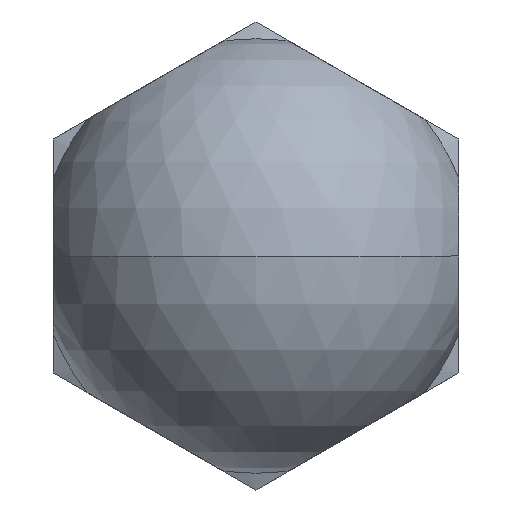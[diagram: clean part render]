
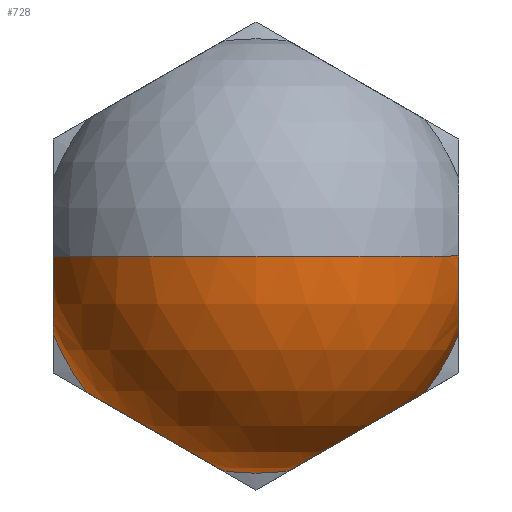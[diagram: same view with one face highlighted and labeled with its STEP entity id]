
A CAD part, front view. The second image highlights one B-rep face of the part: STEP entity #728.
In plain terms, the highlighted spherical face has radius 7.5 mm.
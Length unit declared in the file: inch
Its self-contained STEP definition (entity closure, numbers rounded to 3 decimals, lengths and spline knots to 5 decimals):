
#28 = CARTESIAN_POINT ( 'NONE',  ( 0., -0.57087, 0. ) ) ;
#35 = CIRCLE ( 'NONE', #841, 0.29528 ) ;
#91 = CIRCLE ( 'NONE', #211, 0.10601 ) ;
#100 = VERTEX_POINT ( 'NONE', #549 ) ;
#136 = DIRECTION ( 'NONE',  ( 0., -1., 0. ) ) ;
#143 = EDGE_CURVE ( 'NONE', #442, #1333, #850, .T. ) ;
#154 = EDGE_CURVE ( 'NONE', #1448, #100, #91, .T. ) ;
#211 = AXIS2_PLACEMENT_3D ( 'NONE', #579, #1039, #706 ) ;
#224 = EDGE_CURVE ( 'NONE', #1318, #442, #416, .T. ) ;
#301 = ORIENTED_EDGE ( 'NONE', *, *, #796, .T. ) ;
#309 = AXIS2_PLACEMENT_3D ( 'NONE', #973, #608, #1306 ) ;
#311 = CARTESIAN_POINT ( 'NONE',  ( 0.27559, -0.67687, 0. ) ) ;
#366 = AXIS2_PLACEMENT_3D ( 'NONE', #28, #1046, #690 ) ;
#373 = EDGE_CURVE ( 'NONE', #1026, #100, #737, .T. ) ;
#416 = CIRCLE ( 'NONE', #366, 0.29528 ) ;
#428 = DIRECTION ( 'NONE',  ( 0., 0., -1. ) ) ;
#438 = DIRECTION ( 'NONE',  ( -1., 0., 0. ) ) ;
#442 = VERTEX_POINT ( 'NONE', #1128 ) ;
#494 = ORIENTED_EDGE ( 'NONE', *, *, #923, .T. ) ;
#504 = DIRECTION ( 'NONE',  ( 0., 1., 0. ) ) ;
#510 = ORIENTED_EDGE ( 'NONE', *, *, #814, .F. ) ;
#525 = AXIS2_PLACEMENT_3D ( 'NONE', #748, #634, #504 ) ;
#529 = CARTESIAN_POINT ( 'NONE',  ( 0.27559, -0.57087, -0.10601 ) ) ;
#545 = FACE_OUTER_BOUND ( 'NONE', #828, .T. ) ;
#549 = CARTESIAN_POINT ( 'NONE',  ( -0.04599, -0.57087, -0.29167 ) ) ;
#579 = CARTESIAN_POINT ( 'NONE',  ( -0.1378, -0.57087, -0.23867 ) ) ;
#583 = CARTESIAN_POINT ( 'NONE',  ( 0., -0.57087, 0. ) ) ;
#608 = DIRECTION ( 'NONE',  ( -0.5, 0., 0.866 ) ) ;
#615 = CARTESIAN_POINT ( 'NONE',  ( -0.2296, -0.57087, -0.18566 ) ) ;
#634 = DIRECTION ( 'NONE',  ( -1., 0., 0. ) ) ;
#690 = DIRECTION ( 'NONE',  ( -1., 0., 0. ) ) ;
#706 = DIRECTION ( 'NONE',  ( -0.866, 0., 0.5 ) ) ;
#709 = DIRECTION ( 'NONE',  ( -1., 0., 0. ) ) ;
#728 = ADVANCED_FACE ( 'NONE', ( #545 ), #997, .T. ) ;
#737 = CIRCLE ( 'NONE', #1390, 0.29528 ) ;
#748 = CARTESIAN_POINT ( 'NONE',  ( 0.27559, -0.57087, 0. ) ) ;
#796 = EDGE_CURVE ( 'NONE', #1041, #1365, #35, .T. ) ;
#810 = DIRECTION ( 'NONE',  ( 0., 1., 0. ) ) ;
#814 = EDGE_CURVE ( 'NONE', #1448, #1333, #816, .T. ) ;
#816 = CIRCLE ( 'NONE', #1101, 0.29528 ) ;
#819 = CARTESIAN_POINT ( 'NONE',  ( 0., -0.57087, 0. ) ) ;
#828 = EDGE_LOOP ( 'NONE', ( #862, #1296, #301, #494, #1139, #1445, #510, #1007 ) ) ;
#841 = AXIS2_PLACEMENT_3D ( 'NONE', #583, #136, #1042 ) ;
#850 = CIRCLE ( 'NONE', #1012, 0.10601 ) ;
#862 = ORIENTED_EDGE ( 'NONE', *, *, #373, .F. ) ;
#876 = DIRECTION ( 'NONE',  ( 0., 1., 0. ) ) ;
#923 = EDGE_CURVE ( 'NONE', #1365, #1318, #1466, .T. ) ;
#973 = CARTESIAN_POINT ( 'NONE',  ( 0.1378, -0.57087, -0.23867 ) ) ;
#997 = SPHERICAL_SURFACE ( 'NONE', #1264, 0.29528 ) ;
#1007 = ORIENTED_EDGE ( 'NONE', *, *, #154, .T. ) ;
#1008 = CARTESIAN_POINT ( 'NONE',  ( 0., -0.57087, 0. ) ) ;
#1012 = AXIS2_PLACEMENT_3D ( 'NONE', #1067, #1179, #1277 ) ;
#1026 = VERTEX_POINT ( 'NONE', #1349 ) ;
#1039 = DIRECTION ( 'NONE',  ( 0.5, 0., 0.866 ) ) ;
#1041 = VERTEX_POINT ( 'NONE', #1326 ) ;
#1042 = DIRECTION ( 'NONE',  ( 1., 0., 0. ) ) ;
#1046 = DIRECTION ( 'NONE',  ( 0., 0., -1. ) ) ;
#1067 = CARTESIAN_POINT ( 'NONE',  ( -0.27559, -0.57087, 0. ) ) ;
#1101 = AXIS2_PLACEMENT_3D ( 'NONE', #819, #810, #709 ) ;
#1112 = CARTESIAN_POINT ( 'NONE',  ( -0.27559, -0.57087, -0.10601 ) ) ;
#1124 = CIRCLE ( 'NONE', #309, 0.10601 ) ;
#1128 = CARTESIAN_POINT ( 'NONE',  ( -0.27559, -0.67687, 0. ) ) ;
#1139 = ORIENTED_EDGE ( 'NONE', *, *, #224, .T. ) ;
#1179 = DIRECTION ( 'NONE',  ( 1., 0., 0. ) ) ;
#1264 = AXIS2_PLACEMENT_3D ( 'NONE', #1008, #428, #438 ) ;
#1277 = DIRECTION ( 'NONE',  ( 0., -1., 0. ) ) ;
#1296 = ORIENTED_EDGE ( 'NONE', *, *, #1469, .T. ) ;
#1300 = DIRECTION ( 'NONE',  ( -1., 0., 0. ) ) ;
#1306 = DIRECTION ( 'NONE',  ( -0.866, 0., -0.5 ) ) ;
#1318 = VERTEX_POINT ( 'NONE', #311 ) ;
#1326 = CARTESIAN_POINT ( 'NONE',  ( 0.2296, -0.57087, -0.18566 ) ) ;
#1333 = VERTEX_POINT ( 'NONE', #1112 ) ;
#1349 = CARTESIAN_POINT ( 'NONE',  ( 0.04599, -0.57087, -0.29167 ) ) ;
#1365 = VERTEX_POINT ( 'NONE', #529 ) ;
#1390 = AXIS2_PLACEMENT_3D ( 'NONE', #1436, #876, #1300 ) ;
#1436 = CARTESIAN_POINT ( 'NONE',  ( 0., -0.57087, 0. ) ) ;
#1445 = ORIENTED_EDGE ( 'NONE', *, *, #143, .T. ) ;
#1448 = VERTEX_POINT ( 'NONE', #615 ) ;
#1466 = CIRCLE ( 'NONE', #525, 0.10601 ) ;
#1469 = EDGE_CURVE ( 'NONE', #1026, #1041, #1124, .T. ) ;
